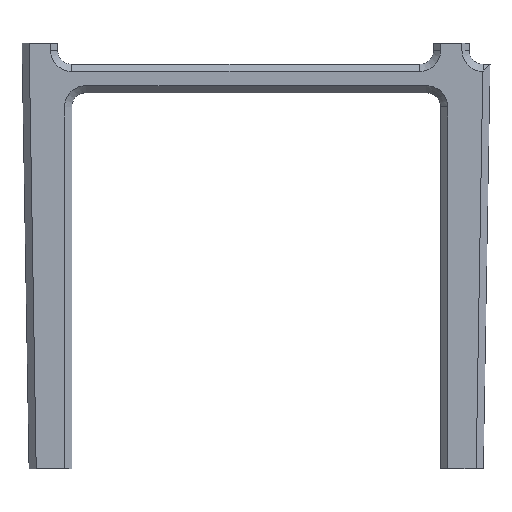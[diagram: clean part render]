
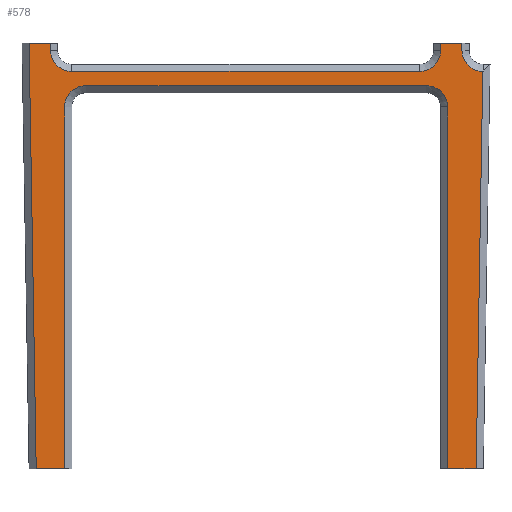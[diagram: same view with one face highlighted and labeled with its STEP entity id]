
A CAD part, top view. The second image highlights one B-rep face of the part: STEP entity #578.
In plain terms, the highlighted planar face has unit normal (0, 0, 1).
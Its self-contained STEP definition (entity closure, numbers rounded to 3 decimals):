
#1 = LINE ( 'NONE', #187, #1440 ) ;
#28 = CARTESIAN_POINT ( 'NONE',  ( -25., 3., 5. ) ) ;
#38 = DIRECTION ( 'NONE',  ( 0., 0., -1. ) ) ;
#41 = DIRECTION ( 'NONE',  ( 1., 0., 0. ) ) ;
#43 = CARTESIAN_POINT ( 'NONE',  ( -32., 3., 5. ) ) ;
#68 = DIRECTION ( 'NONE',  ( 0., -1., 0. ) ) ;
#72 = AXIS2_PLACEMENT_3D ( 'NONE', #1059, #1563, #767 ) ;
#104 = CARTESIAN_POINT ( 'NONE',  ( -31., -56.992, 5. ) ) ;
#124 = EDGE_CURVE ( 'NONE', #1216, #1325, #1364, .T. ) ;
#155 = EDGE_CURVE ( 'NONE', #1819, #934, #877, .T. ) ;
#161 = CARTESIAN_POINT ( 'NONE',  ( 24., -3., 5. ) ) ;
#165 = CARTESIAN_POINT ( 'NONE',  ( 31.95, 0.017, 5. ) ) ;
#179 = LINE ( 'NONE', #705, #750 ) ;
#184 = VECTOR ( 'NONE', #762, 1000. ) ;
#187 = CARTESIAN_POINT ( 'NONE',  ( -29., 3., 5. ) ) ;
#199 = CARTESIAN_POINT ( 'NONE',  ( 24., -3., 5. ) ) ;
#231 = LINE ( 'NONE', #1409, #1386 ) ;
#233 = VECTOR ( 'NONE', #349, 1000. ) ;
#246 = VERTEX_POINT ( 'NONE', #956 ) ;
#263 = CARTESIAN_POINT ( 'NONE',  ( -31., -56.975, 5. ) ) ;
#271 = EDGE_CURVE ( 'NONE', #2017, #1819, #1615, .T. ) ;
#274 = CIRCLE ( 'NONE', #894, 3. ) ;
#300 = CARTESIAN_POINT ( 'NONE',  ( 24., -6., 5. ) ) ;
#316 = ORIENTED_EDGE ( 'NONE', *, *, #325, .T. ) ;
#325 = EDGE_CURVE ( 'NONE', #1353, #2053, #1259, .T. ) ;
#328 = LINE ( 'NONE', #2008, #1488 ) ;
#349 = DIRECTION ( 'NONE',  ( 0.017, 1., 0. ) ) ;
#419 = DIRECTION ( 'NONE',  ( 0., 0., -1. ) ) ;
#420 = ORIENTED_EDGE ( 'NONE', *, *, #1436, .T. ) ;
#430 = VERTEX_POINT ( 'NONE', #104 ) ;
#448 = CARTESIAN_POINT ( 'NONE',  ( 27., -56.992, 5. ) ) ;
#460 = DIRECTION ( 'NONE',  ( 1., 0., 0. ) ) ;
#462 = CARTESIAN_POINT ( 'NONE',  ( -27., -56.992, 5. ) ) ;
#465 = EDGE_CURVE ( 'NONE', #630, #1030, #328, .T. ) ;
#495 = CIRCLE ( 'NONE', #1041, 3. ) ;
#508 = ORIENTED_EDGE ( 'NONE', *, *, #465, .T. ) ;
#510 = ORIENTED_EDGE ( 'NONE', *, *, #1514, .T. ) ;
#511 = EDGE_CURVE ( 'NONE', #2053, #430, #549, .T. ) ;
#513 = VERTEX_POINT ( 'NONE', #1360 ) ;
#549 = LINE ( 'NONE', #263, #875 ) ;
#571 = LINE ( 'NONE', #165, #233 ) ;
#578 = ADVANCED_FACE ( 'NONE', ( #1811 ), #1689, .T. ) ;
#597 = VERTEX_POINT ( 'NONE', #2019 ) ;
#603 = DIRECTION ( 'NONE',  ( 0., -1., 0. ) ) ;
#630 = VERTEX_POINT ( 'NONE', #462 ) ;
#634 = DIRECTION ( 'NONE',  ( 1., 0., 0. ) ) ;
#657 = CARTESIAN_POINT ( 'NONE',  ( 29., 2., 5. ) ) ;
#705 = CARTESIAN_POINT ( 'NONE',  ( -32., -56.992, 5. ) ) ;
#715 = VERTEX_POINT ( 'NONE', #1883 ) ;
#741 = DIRECTION ( 'NONE',  ( 0.017, -1., 0. ) ) ;
#750 = VECTOR ( 'NONE', #41, 1000. ) ;
#762 = DIRECTION ( 'NONE',  ( -1., 0., 0. ) ) ;
#764 = ORIENTED_EDGE ( 'NONE', *, *, #1242, .T. ) ;
#767 = DIRECTION ( 'NONE',  ( 1., 0., 0. ) ) ;
#769 = AXIS2_PLACEMENT_3D ( 'NONE', #1036, #419, #907 ) ;
#771 = DIRECTION ( 'NONE',  ( 0., 0., -1. ) ) ;
#786 = ORIENTED_EDGE ( 'NONE', *, *, #1756, .F. ) ;
#800 = DIRECTION ( 'NONE',  ( -1., 0., 0. ) ) ;
#803 = CARTESIAN_POINT ( 'NONE',  ( -29., 3., 5. ) ) ;
#805 = EDGE_CURVE ( 'NONE', #597, #859, #1045, .T. ) ;
#812 = DIRECTION ( 'NONE',  ( 0., 1., 0. ) ) ;
#817 = ORIENTED_EDGE ( 'NONE', *, *, #271, .T. ) ;
#819 = DIRECTION ( 'NONE',  ( 1., 0., 0. ) ) ;
#826 = CARTESIAN_POINT ( 'NONE',  ( 23., -1., 5. ) ) ;
#830 = CARTESIAN_POINT ( 'NONE',  ( 23., 2., 5. ) ) ;
#859 = VERTEX_POINT ( 'NONE', #199 ) ;
#875 = VECTOR ( 'NONE', #741, 1000. ) ;
#876 = CIRCLE ( 'NONE', #769, 3. ) ;
#877 = LINE ( 'NONE', #1250, #1256 ) ;
#894 = AXIS2_PLACEMENT_3D ( 'NONE', #1918, #1437, #1605 ) ;
#899 = CARTESIAN_POINT ( 'NONE',  ( 31., -56.992, 5. ) ) ;
#907 = DIRECTION ( 'NONE',  ( 1., 0., 0. ) ) ;
#927 = ORIENTED_EDGE ( 'NONE', *, *, #511, .T. ) ;
#934 = VERTEX_POINT ( 'NONE', #1941 ) ;
#956 = CARTESIAN_POINT ( 'NONE',  ( 26., 3., 5. ) ) ;
#1006 = EDGE_CURVE ( 'NONE', #246, #2017, #1714, .T. ) ;
#1021 = VECTOR ( 'NONE', #1456, 1000. ) ;
#1030 = VERTEX_POINT ( 'NONE', #1328 ) ;
#1036 = CARTESIAN_POINT ( 'NONE',  ( 32., 2., 5. ) ) ;
#1041 = AXIS2_PLACEMENT_3D ( 'NONE', #1397, #771, #819 ) ;
#1045 = LINE ( 'NONE', #161, #1096 ) ;
#1059 = CARTESIAN_POINT ( 'NONE',  ( 0., 0., 5. ) ) ;
#1065 = VECTOR ( 'NONE', #68, 1000. ) ;
#1070 = EDGE_CURVE ( 'NONE', #715, #1427, #876, .T. ) ;
#1096 = VECTOR ( 'NONE', #1585, 1000. ) ;
#1109 = CARTESIAN_POINT ( 'NONE',  ( 27., -6., 5. ) ) ;
#1129 = CARTESIAN_POINT ( 'NONE',  ( 27., -56.992, 5. ) ) ;
#1161 = CIRCLE ( 'NONE', #1895, 3. ) ;
#1201 = EDGE_LOOP ( 'NONE', ( #786, #1245, #817, #1551, #1622, #420, #316, #927, #510, #508, #1575, #1922, #764, #1247, #1557, #1801, #1446, #1266 ) ) ;
#1206 = VECTOR ( 'NONE', #603, 1000. ) ;
#1216 = VERTEX_POINT ( 'NONE', #899 ) ;
#1242 = EDGE_CURVE ( 'NONE', #859, #1401, #1161, .T. ) ;
#1245 = ORIENTED_EDGE ( 'NONE', *, *, #1006, .T. ) ;
#1247 = ORIENTED_EDGE ( 'NONE', *, *, #1301, .T. ) ;
#1250 = CARTESIAN_POINT ( 'NONE',  ( -26., -1., 5. ) ) ;
#1256 = VECTOR ( 'NONE', #800, 1000. ) ;
#1259 = LINE ( 'NONE', #28, #1280 ) ;
#1266 = ORIENTED_EDGE ( 'NONE', *, *, #1891, .T. ) ;
#1272 = CARTESIAN_POINT ( 'NONE',  ( 29., 3., 5. ) ) ;
#1280 = VECTOR ( 'NONE', #1766, 1000. ) ;
#1301 = EDGE_CURVE ( 'NONE', #1401, #1325, #1363, .T. ) ;
#1325 = VERTEX_POINT ( 'NONE', #1129 ) ;
#1328 = CARTESIAN_POINT ( 'NONE',  ( -27., -6., 5. ) ) ;
#1345 = DIRECTION ( 'NONE',  ( 1., 0., 0. ) ) ;
#1353 = VERTEX_POINT ( 'NONE', #803 ) ;
#1360 = CARTESIAN_POINT ( 'NONE',  ( -29., 2., 5. ) ) ;
#1363 = LINE ( 'NONE', #448, #1206 ) ;
#1364 = LINE ( 'NONE', #1537, #184 ) ;
#1386 = VECTOR ( 'NONE', #460, 1000. ) ;
#1397 = CARTESIAN_POINT ( 'NONE',  ( -26., 2., 5. ) ) ;
#1401 = VERTEX_POINT ( 'NONE', #1109 ) ;
#1409 = CARTESIAN_POINT ( 'NONE',  ( 25., 3., 5. ) ) ;
#1425 = EDGE_CURVE ( 'NONE', #1216, #715, #571, .T. ) ;
#1427 = VERTEX_POINT ( 'NONE', #657 ) ;
#1436 = EDGE_CURVE ( 'NONE', #513, #1353, #1, .T. ) ;
#1437 = DIRECTION ( 'NONE',  ( 0., 0., -1. ) ) ;
#1440 = VECTOR ( 'NONE', #812, 1000. ) ;
#1446 = ORIENTED_EDGE ( 'NONE', *, *, #1070, .T. ) ;
#1456 = DIRECTION ( 'NONE',  ( 0., 1., 0. ) ) ;
#1488 = VECTOR ( 'NONE', #1515, 1000. ) ;
#1514 = EDGE_CURVE ( 'NONE', #430, #630, #179, .T. ) ;
#1515 = DIRECTION ( 'NONE',  ( 0., 1., 0. ) ) ;
#1537 = CARTESIAN_POINT ( 'NONE',  ( 32., -56.992, 5. ) ) ;
#1551 = ORIENTED_EDGE ( 'NONE', *, *, #155, .T. ) ;
#1557 = ORIENTED_EDGE ( 'NONE', *, *, #124, .F. ) ;
#1563 = DIRECTION ( 'NONE',  ( 0., 0., 1. ) ) ;
#1575 = ORIENTED_EDGE ( 'NONE', *, *, #1928, .T. ) ;
#1585 = DIRECTION ( 'NONE',  ( 1., 0., 0. ) ) ;
#1605 = DIRECTION ( 'NONE',  ( 1., 0., 0. ) ) ;
#1615 = CIRCLE ( 'NONE', #1772, 3. ) ;
#1622 = ORIENTED_EDGE ( 'NONE', *, *, #1795, .T. ) ;
#1654 = CARTESIAN_POINT ( 'NONE',  ( 26., 2., 5. ) ) ;
#1663 = CARTESIAN_POINT ( 'NONE',  ( 29., 3., 5. ) ) ;
#1677 = VERTEX_POINT ( 'NONE', #1663 ) ;
#1689 = PLANE ( 'NONE',  #72 ) ;
#1714 = LINE ( 'NONE', #1654, #1065 ) ;
#1731 = DIRECTION ( 'NONE',  ( 0., 0., -1. ) ) ;
#1756 = EDGE_CURVE ( 'NONE', #246, #1677, #231, .T. ) ;
#1766 = DIRECTION ( 'NONE',  ( -1., 0., 0. ) ) ;
#1772 = AXIS2_PLACEMENT_3D ( 'NONE', #830, #38, #1345 ) ;
#1795 = EDGE_CURVE ( 'NONE', #934, #513, #495, .T. ) ;
#1801 = ORIENTED_EDGE ( 'NONE', *, *, #1425, .T. ) ;
#1811 = FACE_OUTER_BOUND ( 'NONE', #1201, .T. ) ;
#1819 = VERTEX_POINT ( 'NONE', #826 ) ;
#1883 = CARTESIAN_POINT ( 'NONE',  ( 31.933, -0.999, 5. ) ) ;
#1885 = LINE ( 'NONE', #1272, #1021 ) ;
#1891 = EDGE_CURVE ( 'NONE', #1427, #1677, #1885, .T. ) ;
#1895 = AXIS2_PLACEMENT_3D ( 'NONE', #300, #1731, #634 ) ;
#1918 = CARTESIAN_POINT ( 'NONE',  ( -24., -6., 5. ) ) ;
#1922 = ORIENTED_EDGE ( 'NONE', *, *, #805, .T. ) ;
#1928 = EDGE_CURVE ( 'NONE', #1030, #597, #274, .T. ) ;
#1941 = CARTESIAN_POINT ( 'NONE',  ( -26., -1., 5. ) ) ;
#1966 = CARTESIAN_POINT ( 'NONE',  ( 26., 2., 5. ) ) ;
#2008 = CARTESIAN_POINT ( 'NONE',  ( -27., -6., 5. ) ) ;
#2017 = VERTEX_POINT ( 'NONE', #1966 ) ;
#2019 = CARTESIAN_POINT ( 'NONE',  ( -24., -3., 5. ) ) ;
#2053 = VERTEX_POINT ( 'NONE', #43 ) ;
